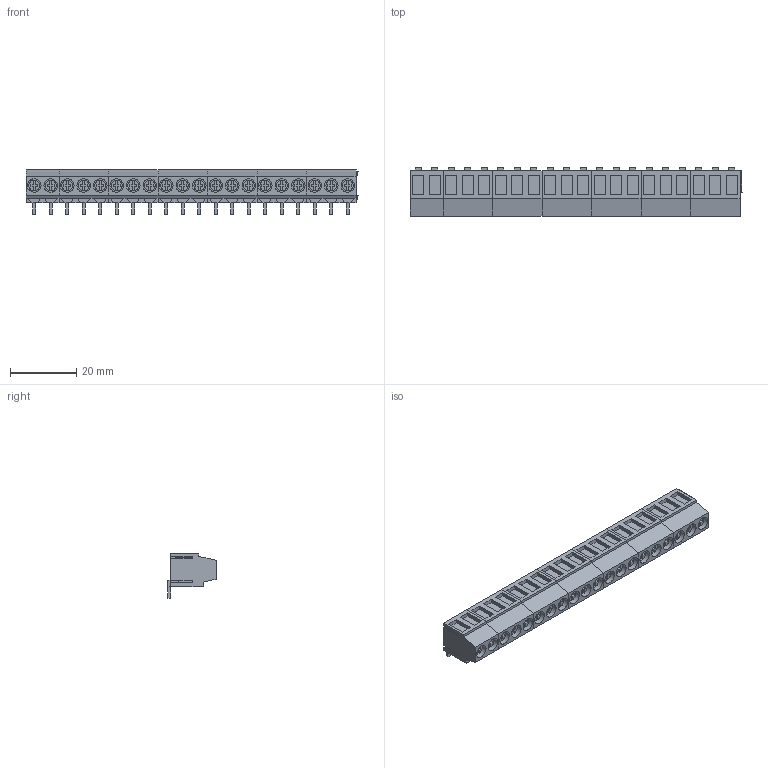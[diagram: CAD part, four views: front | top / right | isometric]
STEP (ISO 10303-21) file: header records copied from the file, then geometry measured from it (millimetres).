
FILE_DESCRIPTION(('CATIA V5 STEP Exchange','CAx-IF Rec.Pracs.--- Model Styling and Organization---1.2---2011-12-15'),'2;1');
FILE_NAME ('D1449980_0_1234420000_1234420000.stp','2018-03-31T10:02:37+00:00',('none'),('Weidmueller'),'CATIA Version 5-6 Release 2014','CATIA V5 STEP AP214','none');
FILE_SCHEMA(('AUTOMOTIVE_DESIGN { 1 0 10303 214 1 1 1 1 }'));
Length unit declared in the file: millimetre
Products named in the file (1): 1234420000
Bounding box: 100.6 x 14.6 x 13.5 mm (x, y, z)
Volume: 9547.2 mm3; surface area: 11621.6 mm2
Topology: 47 solids, 47 shells, 1422 faces, 3764 edges, 2496 vertices
Faces by surface type: plane 1302, cylinder 120
Entity records: 43012 total; most frequent: CARTESIAN_POINT 8499, ORIENTED_EDGE 7528, DIRECTION 5769, EDGE_CURVE 3764, VECTOR 3444, LINE 3444, VERTEX_POINT 2496, EDGE_LOOP 1482
